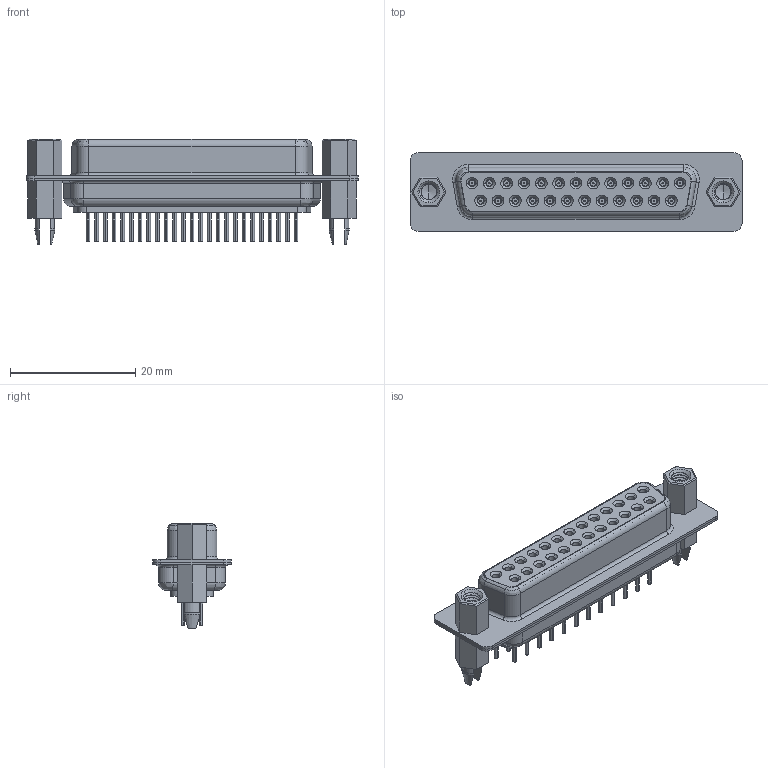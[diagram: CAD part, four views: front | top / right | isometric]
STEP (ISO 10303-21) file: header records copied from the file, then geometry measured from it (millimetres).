
FILE_DESCRIPTION((''),'2;1');
FILE_NAME('101-2520823B10-A1_ASM','2015-10-21T',('admin'),(''),'PRO/ENGINEER BY PARAMETRIC TECHNOLOGY CORPORATION, 2009280','PRO/ENGINEER BY PARAMETRIC TECHNOLOGY CORPORATION, 2009280','');
FILE_SCHEMA(('CONFIG_CONTROL_DESIGN'));
Length unit declared in the file: millimetre
Products named in the file (8): 25PIN-FRONT-HOUSING-FEMALE; 25PIN-BACK-HOUSING-FEMALE; TERMINAL-FEMALE-100SERIES; 101-25FEMALE-FRONTSHELL; 101-25FEMALE-BACKSHELL; 81712060211712; 80911108580113; 101-2520823B10-A1_ASM
Assembly tree (33 placements, depth 2):
  101-2520823B10-A1_ASM
    25PIN-FRONT-HOUSING-FEMALE
    25PIN-BACK-HOUSING-FEMALE
    TERMINAL-FEMALE-100SERIES  x25
    101-25FEMALE-FRONTSHELL
    101-25FEMALE-BACKSHELL
    81712060211712  x2
    80911108580113  x2
Bounding box: 53.05 x 12.55 x 16.8 mm (x, y, z)
Volume: 3757.5 mm3; surface area: 10636.9 mm2
Topology: 33 solids, 33 shells, 2271 faces, 5873 edges, 3826 vertices
Faces by surface type: cylinder 885, plane 755, cone 282, torus 192, extrusion 100, bspline 57
Entity records: 27743 total; most frequent: CARTESIAN_POINT 9846, DIRECTION 3788, ORIENTED_EDGE 3564, EDGE_CURVE 1782, AXIS2_PLACEMENT_3D 1480, VERTEX_POINT 1130, EDGE_LOOP 912, VECTOR 828
